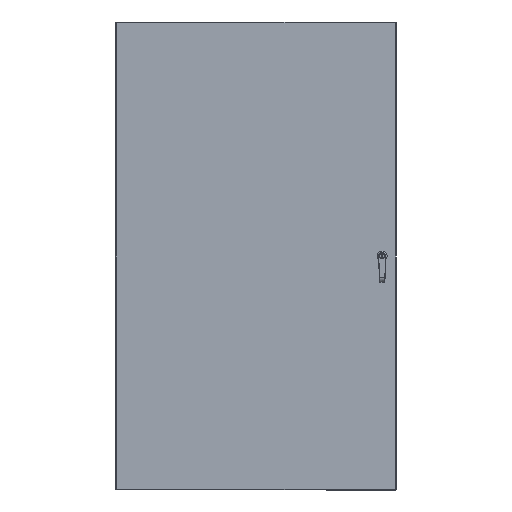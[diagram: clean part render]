
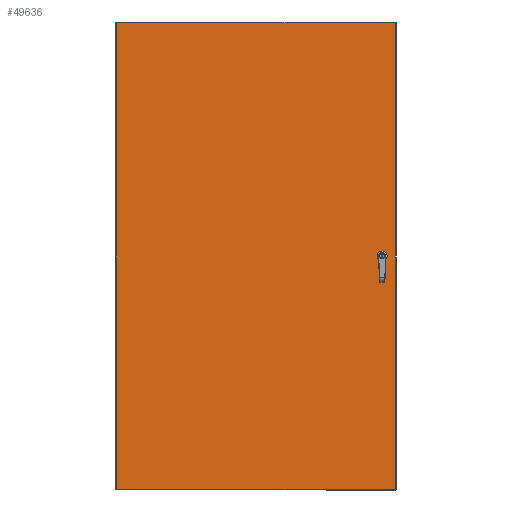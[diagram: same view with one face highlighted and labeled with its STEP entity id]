
A CAD part, front view. The second image highlights one B-rep face of the part: STEP entity #49636.
In plain terms, the highlighted planar face has unit normal (0, -1, 0).
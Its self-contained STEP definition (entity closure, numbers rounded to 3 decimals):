
#54 = CARTESIAN_POINT ( 'NONE',  ( 16.408, -8.837, 0.396 ) ) ;
#355 = VECTOR ( 'NONE', #18836, 39.37 ) ;
#443 = EDGE_CURVE ( 'NONE', #42128, #88171, #64957, .T. ) ;
#1008 = EDGE_CURVE ( 'NONE', #74766, #62040, #28435, .T. ) ;
#2533 = CARTESIAN_POINT ( 'NONE',  ( 17.865, -8.837, -29.877 ) ) ;
#3147 = DIRECTION ( 'NONE',  ( -1., 0., 0. ) ) ;
#6021 = EDGE_CURVE ( 'NONE', #48073, #88930, #41166, .T. ) ;
#7072 = CARTESIAN_POINT ( 'NONE',  ( 17.865, -8.837, -29.877 ) ) ;
#7284 = CARTESIAN_POINT ( 'NONE',  ( 15.946, -8.837, 0.396 ) ) ;
#8145 = ORIENTED_EDGE ( 'NONE', *, *, #12054, .T. ) ;
#10352 = LINE ( 'NONE', #37889, #44728 ) ;
#10706 = VERTEX_POINT ( 'NONE', #25525 ) ;
#10739 = ORIENTED_EDGE ( 'NONE', *, *, #20888, .T. ) ;
#11557 = CARTESIAN_POINT ( 'NONE',  ( 17.865, -8.837, 29.877 ) ) ;
#12054 = EDGE_CURVE ( 'NONE', #84325, #72896, #89253, .T. ) ;
#12817 = ORIENTED_EDGE ( 'NONE', *, *, #61902, .T. ) ;
#12830 = DIRECTION ( 'NONE',  ( 0., -1., 0. ) ) ;
#18599 = ORIENTED_EDGE ( 'NONE', *, *, #87427, .T. ) ;
#18836 = DIRECTION ( 'NONE',  ( 1., 0., 0. ) ) ;
#19152 = PLANE ( 'NONE',  #29096 ) ;
#20888 = EDGE_CURVE ( 'NONE', #10706, #37051, #84506, .T. ) ;
#21948 = CARTESIAN_POINT ( 'NONE',  ( 15.781, -8.837, -0.231 ) ) ;
#23139 = DIRECTION ( 'NONE',  ( 0.707, 0., 0.707 ) ) ;
#23699 = ORIENTED_EDGE ( 'NONE', *, *, #46547, .T. ) ;
#23895 = CARTESIAN_POINT ( 'NONE',  ( 15.946, -8.837, -0.396 ) ) ;
#25371 = EDGE_LOOP ( 'NONE', ( #12817, #10739, #52607, #69985, #41384, #46372, #55157, #60774 ) ) ;
#25525 = CARTESIAN_POINT ( 'NONE',  ( 15.781, -8.837, 0.231 ) ) ;
#26622 = CARTESIAN_POINT ( 'NONE',  ( 16.408, -8.837, -0.396 ) ) ;
#28041 = CARTESIAN_POINT ( 'NONE',  ( 15.781, -8.837, -0.231 ) ) ;
#28435 = LINE ( 'NONE', #88615, #54122 ) ;
#28586 = VERTEX_POINT ( 'NONE', #7072 ) ;
#29096 = AXIS2_PLACEMENT_3D ( 'NONE', #60674, #12830, #88183 ) ;
#29336 = DIRECTION ( 'NONE',  ( 0.707, 0., -0.707 ) ) ;
#30211 = LINE ( 'NONE', #23895, #76074 ) ;
#30951 = VECTOR ( 'NONE', #83905, 39.37 ) ;
#31915 = ORIENTED_EDGE ( 'NONE', *, *, #68810, .T. ) ;
#32367 = LINE ( 'NONE', #54056, #355 ) ;
#34510 = CARTESIAN_POINT ( 'NONE',  ( -17.888, -8.837, -29.877 ) ) ;
#37051 = VERTEX_POINT ( 'NONE', #7284 ) ;
#37093 = CARTESIAN_POINT ( 'NONE',  ( 16.573, -8.837, -0.231 ) ) ;
#37889 = CARTESIAN_POINT ( 'NONE',  ( -17.888, -8.837, -29.877 ) ) ;
#40778 = LINE ( 'NONE', #54337, #58294 ) ;
#41166 = LINE ( 'NONE', #28041, #43805 ) ;
#41384 = ORIENTED_EDGE ( 'NONE', *, *, #42307, .T. ) ;
#41654 = CARTESIAN_POINT ( 'NONE',  ( 16.573, -8.837, -0.231 ) ) ;
#42128 = VERTEX_POINT ( 'NONE', #41654 ) ;
#42307 = EDGE_CURVE ( 'NONE', #62040, #42128, #45232, .T. ) ;
#42692 = DIRECTION ( 'NONE',  ( 0., 0., 1. ) ) ;
#42717 = EDGE_CURVE ( 'NONE', #88171, #48073, #30211, .T. ) ;
#43805 = VECTOR ( 'NONE', #61021, 39.37 ) ;
#44498 = LINE ( 'NONE', #2533, #55625 ) ;
#44728 = VECTOR ( 'NONE', #65865, 39.37 ) ;
#45232 = LINE ( 'NONE', #37093, #73920 ) ;
#46372 = ORIENTED_EDGE ( 'NONE', *, *, #443, .T. ) ;
#46547 = EDGE_CURVE ( 'NONE', #72896, #82071, #10352, .T. ) ;
#47780 = DIRECTION ( 'NONE',  ( -1., 0., 0. ) ) ;
#48073 = VERTEX_POINT ( 'NONE', #63189 ) ;
#49636 = ADVANCED_FACE ( 'NONE', ( #62009, #68762 ), #19152, .T. ) ;
#49796 = CARTESIAN_POINT ( 'NONE',  ( 15.946, -8.837, 0.396 ) ) ;
#51439 = DIRECTION ( 'NONE',  ( -0.707, 0., -0.707 ) ) ;
#52339 = CARTESIAN_POINT ( 'NONE',  ( 16.573, -8.837, -0.231 ) ) ;
#52607 = ORIENTED_EDGE ( 'NONE', *, *, #65528, .T. ) ;
#54056 = CARTESIAN_POINT ( 'NONE',  ( -17.888, -8.837, -29.877 ) ) ;
#54122 = VECTOR ( 'NONE', #29336, 39.37 ) ;
#54337 = CARTESIAN_POINT ( 'NONE',  ( 15.781, -8.837, 0.231 ) ) ;
#55157 = ORIENTED_EDGE ( 'NONE', *, *, #42717, .T. ) ;
#55625 = VECTOR ( 'NONE', #42692, 39.37 ) ;
#58294 = VECTOR ( 'NONE', #81818, 39.37 ) ;
#60674 = CARTESIAN_POINT ( 'NONE',  ( -17.888, -8.837, -29.877 ) ) ;
#60774 = ORIENTED_EDGE ( 'NONE', *, *, #6021, .T. ) ;
#61021 = DIRECTION ( 'NONE',  ( -0.707, 0., 0.707 ) ) ;
#61902 = EDGE_CURVE ( 'NONE', #88930, #10706, #40778, .T. ) ;
#62009 = FACE_OUTER_BOUND ( 'NONE', #75081, .T. ) ;
#62040 = VERTEX_POINT ( 'NONE', #62391 ) ;
#62391 = CARTESIAN_POINT ( 'NONE',  ( 16.573, -8.837, 0.231 ) ) ;
#63189 = CARTESIAN_POINT ( 'NONE',  ( 15.946, -8.837, -0.396 ) ) ;
#64073 = VECTOR ( 'NONE', #51439, 39.37 ) ;
#64617 = DIRECTION ( 'NONE',  ( 0., 0., -1. ) ) ;
#64957 = LINE ( 'NONE', #52339, #64073 ) ;
#65528 = EDGE_CURVE ( 'NONE', #37051, #74766, #75833, .T. ) ;
#65865 = DIRECTION ( 'NONE',  ( 0., 0., -1. ) ) ;
#68636 = CARTESIAN_POINT ( 'NONE',  ( -17.888, -8.837, 29.876 ) ) ;
#68762 = FACE_BOUND ( 'NONE', #25371, .T. ) ;
#68810 = EDGE_CURVE ( 'NONE', #28586, #84325, #44498, .T. ) ;
#69985 = ORIENTED_EDGE ( 'NONE', *, *, #1008, .T. ) ;
#70640 = CARTESIAN_POINT ( 'NONE',  ( 16.408, -8.837, 0.396 ) ) ;
#72896 = VERTEX_POINT ( 'NONE', #68636 ) ;
#73920 = VECTOR ( 'NONE', #64617, 39.37 ) ;
#74766 = VERTEX_POINT ( 'NONE', #70640 ) ;
#75081 = EDGE_LOOP ( 'NONE', ( #31915, #8145, #23699, #18599 ) ) ;
#75833 = LINE ( 'NONE', #54, #30951 ) ;
#76074 = VECTOR ( 'NONE', #3147, 39.37 ) ;
#79363 = VECTOR ( 'NONE', #23139, 39.37 ) ;
#79491 = VECTOR ( 'NONE', #47780, 39.37 ) ;
#81122 = CARTESIAN_POINT ( 'NONE',  ( -17.888, -8.837, 29.877 ) ) ;
#81818 = DIRECTION ( 'NONE',  ( 0., 0., 1. ) ) ;
#82071 = VERTEX_POINT ( 'NONE', #34510 ) ;
#83905 = DIRECTION ( 'NONE',  ( 1., 0., 0. ) ) ;
#84325 = VERTEX_POINT ( 'NONE', #11557 ) ;
#84506 = LINE ( 'NONE', #49796, #79363 ) ;
#87427 = EDGE_CURVE ( 'NONE', #82071, #28586, #32367, .T. ) ;
#88171 = VERTEX_POINT ( 'NONE', #26622 ) ;
#88183 = DIRECTION ( 'NONE',  ( 0., 0., -1. ) ) ;
#88615 = CARTESIAN_POINT ( 'NONE',  ( 16.408, -8.837, 0.396 ) ) ;
#88930 = VERTEX_POINT ( 'NONE', #21948 ) ;
#89253 = LINE ( 'NONE', #81122, #79491 ) ;
